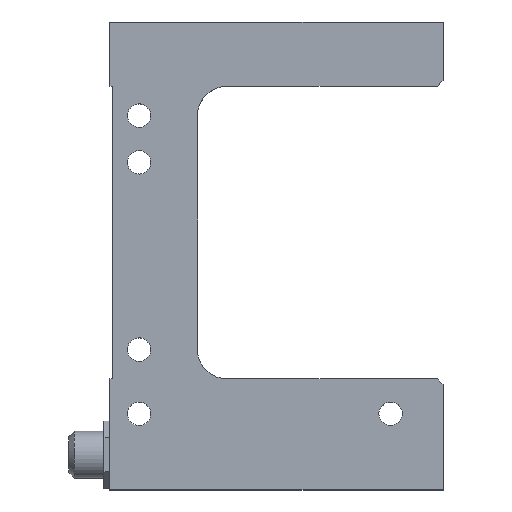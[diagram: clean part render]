
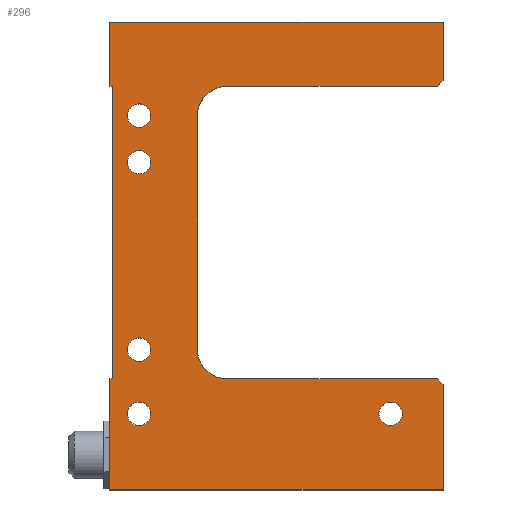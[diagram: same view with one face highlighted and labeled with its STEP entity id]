
A CAD part, top view. The second image highlights one B-rep face of the part: STEP entity #296.
In plain terms, the highlighted planar face has unit normal (0, 0, 1).
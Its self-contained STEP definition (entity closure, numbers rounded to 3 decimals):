
#296=ADVANCED_FACE('',(#599,#600,#601,#602,#603,#604),#605,.T.);
#599=FACE_BOUND('',#904,.T.);
#600=FACE_BOUND('',#905,.T.);
#601=FACE_BOUND('',#906,.T.);
#602=FACE_BOUND('',#907,.T.);
#603=FACE_BOUND('',#908,.T.);
#604=FACE_OUTER_BOUND('',#909,.T.);
#605=PLANE('',#910);
#904=EDGE_LOOP('',(#1693,#1694));
#905=EDGE_LOOP('',(#1695,#1696));
#906=EDGE_LOOP('',(#1697,#1698));
#907=EDGE_LOOP('',(#1699,#1700));
#908=EDGE_LOOP('',(#1701,#1702));
#909=EDGE_LOOP('',(#1703,#1704,#1705,#1706,#1707,#1708,#1709,#1710,#1711,#1712,#1713,#1714,#1715,#1716,#1717,#1718));
#910=AXIS2_PLACEMENT_3D('',#1719,#1720,#1721);
#1693=ORIENTED_EDGE('',*,*,#1788,.T.);
#1694=ORIENTED_EDGE('',*,*,#1962,.T.);
#1695=ORIENTED_EDGE('',*,*,#1783,.T.);
#1696=ORIENTED_EDGE('',*,*,#1965,.T.);
#1697=ORIENTED_EDGE('',*,*,#1778,.T.);
#1698=ORIENTED_EDGE('',*,*,#1968,.T.);
#1699=ORIENTED_EDGE('',*,*,#1773,.T.);
#1700=ORIENTED_EDGE('',*,*,#1971,.T.);
#1701=ORIENTED_EDGE('',*,*,#1768,.T.);
#1702=ORIENTED_EDGE('',*,*,#1974,.T.);
#1703=ORIENTED_EDGE('',*,*,#2011,.F.);
#1704=ORIENTED_EDGE('',*,*,#2072,.F.);
#1705=ORIENTED_EDGE('',*,*,#2068,.F.);
#1706=ORIENTED_EDGE('',*,*,#2064,.F.);
#1707=ORIENTED_EDGE('',*,*,#2060,.F.);
#1708=ORIENTED_EDGE('',*,*,#2056,.F.);
#1709=ORIENTED_EDGE('',*,*,#2052,.F.);
#1710=ORIENTED_EDGE('',*,*,#2048,.F.);
#1711=ORIENTED_EDGE('',*,*,#2044,.F.);
#1712=ORIENTED_EDGE('',*,*,#2040,.F.);
#1713=ORIENTED_EDGE('',*,*,#2036,.F.);
#1714=ORIENTED_EDGE('',*,*,#2032,.F.);
#1715=ORIENTED_EDGE('',*,*,#2028,.F.);
#1716=ORIENTED_EDGE('',*,*,#2024,.F.);
#1717=ORIENTED_EDGE('',*,*,#2020,.F.);
#1718=ORIENTED_EDGE('',*,*,#2016,.F.);
#1719=CARTESIAN_POINT('',(24.414,-39.1,10.0));
#1720=DIRECTION('',(0.0,0.0,1.0));
#1721=DIRECTION('',(1.0,0.0,0.0));
#1768=EDGE_CURVE('',#2104,#2101,#2105,.T.);
#1773=EDGE_CURVE('',#2113,#2110,#2114,.T.);
#1778=EDGE_CURVE('',#2122,#2119,#2123,.T.);
#1783=EDGE_CURVE('',#2131,#2128,#2132,.T.);
#1788=EDGE_CURVE('',#2140,#2137,#2141,.T.);
#1962=EDGE_CURVE('',#2137,#2140,#2396,.T.);
#1965=EDGE_CURVE('',#2128,#2131,#2399,.T.);
#1968=EDGE_CURVE('',#2119,#2122,#2402,.T.);
#1971=EDGE_CURVE('',#2110,#2113,#2405,.T.);
#1974=EDGE_CURVE('',#2101,#2104,#2408,.T.);
#2011=EDGE_CURVE('',#2457,#2458,#2459,.T.);
#2016=EDGE_CURVE('',#2458,#2466,#2467,.T.);
#2020=EDGE_CURVE('',#2466,#2472,#2473,.T.);
#2024=EDGE_CURVE('',#2472,#2478,#2479,.T.);
#2028=EDGE_CURVE('',#2478,#2484,#2485,.T.);
#2032=EDGE_CURVE('',#2484,#2490,#2491,.T.);
#2036=EDGE_CURVE('',#2490,#2496,#2497,.T.);
#2040=EDGE_CURVE('',#2496,#2502,#2503,.T.);
#2044=EDGE_CURVE('',#2502,#2508,#2509,.T.);
#2048=EDGE_CURVE('',#2508,#2514,#2515,.T.);
#2052=EDGE_CURVE('',#2514,#2520,#2521,.T.);
#2056=EDGE_CURVE('',#2520,#2526,#2527,.T.);
#2060=EDGE_CURVE('',#2526,#2532,#2533,.T.);
#2064=EDGE_CURVE('',#2532,#2538,#2539,.T.);
#2068=EDGE_CURVE('',#2538,#2544,#2545,.T.);
#2072=EDGE_CURVE('',#2544,#2457,#2550,.T.);
#2101=VERTEX_POINT('',#2585);
#2104=VERTEX_POINT('',#2589);
#2105=CIRCLE('',#2590,2.0);
#2110=VERTEX_POINT('',#2596);
#2113=VERTEX_POINT('',#2600);
#2114=CIRCLE('',#2601,2.0);
#2119=VERTEX_POINT('',#2607);
#2122=VERTEX_POINT('',#2611);
#2123=CIRCLE('',#2612,2.0);
#2128=VERTEX_POINT('',#2618);
#2131=VERTEX_POINT('',#2622);
#2132=CIRCLE('',#2623,2.0);
#2137=VERTEX_POINT('',#2629);
#2140=VERTEX_POINT('',#2633);
#2141=CIRCLE('',#2634,2.0);
#2396=CIRCLE('',#3002,2.0);
#2399=CIRCLE('',#3005,2.0);
#2402=CIRCLE('',#3008,2.0);
#2405=CIRCLE('',#3011,2.0);
#2408=CIRCLE('',#3014,2.0);
#2457=VERTEX_POINT('',#3081);
#2458=VERTEX_POINT('',#3082);
#2459=LINE('',#3083,#3084);
#2466=VERTEX_POINT('',#3094);
#2467=LINE('',#3095,#3096);
#2472=VERTEX_POINT('',#3103);
#2473=LINE('',#3104,#3105);
#2478=VERTEX_POINT('',#3112);
#2479=LINE('',#3113,#3114);
#2484=VERTEX_POINT('',#3121);
#2485=LINE('',#3122,#3123);
#2490=VERTEX_POINT('',#3130);
#2491=LINE('',#3131,#3132);
#2496=VERTEX_POINT('',#3139);
#2497=LINE('',#3140,#3141);
#2502=VERTEX_POINT('',#3148);
#2503=LINE('',#3149,#3150);
#2508=VERTEX_POINT('',#3157);
#2509=CIRCLE('',#3158,5.0);
#2514=VERTEX_POINT('',#3164);
#2515=LINE('',#3165,#3166);
#2520=VERTEX_POINT('',#3173);
#2521=CIRCLE('',#3174,5.0);
#2526=VERTEX_POINT('',#3180);
#2527=LINE('',#3181,#3182);
#2532=VERTEX_POINT('',#3189);
#2533=LINE('',#3190,#3191);
#2538=VERTEX_POINT('',#3198);
#2539=LINE('',#3199,#3200);
#2544=VERTEX_POINT('',#3207);
#2545=LINE('',#3208,#3209);
#2550=LINE('',#3216,#3217);
#2585=CARTESIAN_POINT('',(7.0,-67.0,10.0));
#2589=CARTESIAN_POINT('',(3.0,-67.0,10.0));
#2590=AXIS2_PLACEMENT_3D('',#3244,#3245,#3246);
#2596=CARTESIAN_POINT('',(7.0,-56.0,10.0));
#2600=CARTESIAN_POINT('',(3.0,-56.0,10.0));
#2601=AXIS2_PLACEMENT_3D('',#3252,#3253,#3254);
#2607=CARTESIAN_POINT('',(7.0,-24.0,10.0));
#2611=CARTESIAN_POINT('',(3.0,-24.0,10.0));
#2612=AXIS2_PLACEMENT_3D('',#3260,#3261,#3262);
#2618=CARTESIAN_POINT('',(7.0,-16.0,10.0));
#2622=CARTESIAN_POINT('',(3.0,-16.0,10.0));
#2623=AXIS2_PLACEMENT_3D('',#3268,#3269,#3270);
#2629=CARTESIAN_POINT('',(50.0,-67.0,10.0));
#2633=CARTESIAN_POINT('',(46.0,-67.0,10.0));
#2634=AXIS2_PLACEMENT_3D('',#3276,#3277,#3278);
#3002=AXIS2_PLACEMENT_3D('',#3422,#3423,#3424);
#3005=AXIS2_PLACEMENT_3D('',#3428,#3429,#3430);
#3008=AXIS2_PLACEMENT_3D('',#3434,#3435,#3436);
#3011=AXIS2_PLACEMENT_3D('',#3440,#3441,#3442);
#3014=AXIS2_PLACEMENT_3D('',#3446,#3447,#3448);
#3081=CARTESIAN_POINT('',(0.,-61.0,10.0));
#3082=CARTESIAN_POINT('',(0.5,-61.0,10.0));
#3083=CARTESIAN_POINT('',(0.,-61.0,10.0));
#3084=VECTOR('',#3482,1.0);
#3094=CARTESIAN_POINT('',(0.5,-11.0,10.0));
#3095=CARTESIAN_POINT('',(0.5,-61.0,10.0));
#3096=VECTOR('',#3486,1.0);
#3103=CARTESIAN_POINT('',(0.,-11.0,10.0));
#3104=CARTESIAN_POINT('',(0.5,-11.0,10.0));
#3105=VECTOR('',#3489,1.0);
#3112=CARTESIAN_POINT('',(0.0,0.0,10.0));
#3113=CARTESIAN_POINT('',(0.,-11.0,10.0));
#3114=VECTOR('',#3492,1.0);
#3121=CARTESIAN_POINT('',(57.0,0.0,10.0));
#3122=CARTESIAN_POINT('',(0.0,0.0,10.0));
#3123=VECTOR('',#3495,1.0);
#3130=CARTESIAN_POINT('',(57.0,-10.0,10.0));
#3131=CARTESIAN_POINT('',(57.0,0.0,10.0));
#3132=VECTOR('',#3498,1.0);
#3139=CARTESIAN_POINT('',(56.0,-11.0,10.0));
#3140=CARTESIAN_POINT('',(57.0,-10.0,10.0));
#3141=VECTOR('',#3501,1.0);
#3148=CARTESIAN_POINT('',(20.0,-11.0,10.0));
#3149=CARTESIAN_POINT('',(56.0,-11.0,10.0));
#3150=VECTOR('',#3504,1.0);
#3157=CARTESIAN_POINT('',(15.0,-16.0,10.0));
#3158=AXIS2_PLACEMENT_3D('',#3507,#3508,#3509);
#3164=CARTESIAN_POINT('',(15.0,-56.0,10.0));
#3165=CARTESIAN_POINT('',(15.0,-56.0,10.0));
#3166=VECTOR('',#3514,1.0);
#3173=CARTESIAN_POINT('',(20.0,-61.0,10.0));
#3174=AXIS2_PLACEMENT_3D('',#3517,#3518,#3519);
#3180=CARTESIAN_POINT('',(56.0,-61.0,10.0));
#3181=CARTESIAN_POINT('',(20.0,-61.0,10.0));
#3182=VECTOR('',#3524,1.0);
#3189=CARTESIAN_POINT('',(57.0,-62.0,10.0));
#3190=CARTESIAN_POINT('',(56.0,-61.0,10.0));
#3191=VECTOR('',#3527,1.0);
#3198=CARTESIAN_POINT('',(57.0,-80.0,10.0));
#3199=CARTESIAN_POINT('',(57.0,-62.0,10.0));
#3200=VECTOR('',#3530,1.0);
#3207=CARTESIAN_POINT('',(0.,-80.0,10.0));
#3208=CARTESIAN_POINT('',(0.,-80.0,10.0));
#3209=VECTOR('',#3533,1.0);
#3216=CARTESIAN_POINT('',(0.,-80.0,10.0));
#3217=VECTOR('',#3536,1.0);
#3244=CARTESIAN_POINT('',(5.0,-67.0,10.0));
#3245=DIRECTION('',(0.0,0.0,-1.0));
#3246=DIRECTION('',(1.0,0.0,0.0));
#3252=CARTESIAN_POINT('',(5.0,-56.0,10.0));
#3253=DIRECTION('',(0.0,0.0,-1.0));
#3254=DIRECTION('',(1.0,0.0,0.0));
#3260=CARTESIAN_POINT('',(5.0,-24.0,10.0));
#3261=DIRECTION('',(0.0,0.0,-1.0));
#3262=DIRECTION('',(1.0,0.0,0.0));
#3268=CARTESIAN_POINT('',(5.0,-16.0,10.0));
#3269=DIRECTION('',(0.0,0.0,-1.0));
#3270=DIRECTION('',(1.0,0.0,0.0));
#3276=CARTESIAN_POINT('',(48.0,-67.0,10.0));
#3277=DIRECTION('',(0.0,0.0,-1.0));
#3278=DIRECTION('',(1.0,0.0,0.0));
#3422=CARTESIAN_POINT('',(48.0,-67.0,10.0));
#3423=DIRECTION('',(0.0,0.0,-1.0));
#3424=DIRECTION('',(1.0,0.0,0.0));
#3428=CARTESIAN_POINT('',(5.0,-16.0,10.0));
#3429=DIRECTION('',(0.0,0.0,-1.0));
#3430=DIRECTION('',(1.0,0.0,0.0));
#3434=CARTESIAN_POINT('',(5.0,-24.0,10.0));
#3435=DIRECTION('',(0.0,0.0,-1.0));
#3436=DIRECTION('',(1.0,0.0,0.0));
#3440=CARTESIAN_POINT('',(5.0,-56.0,10.0));
#3441=DIRECTION('',(0.0,0.0,-1.0));
#3442=DIRECTION('',(1.0,0.0,0.0));
#3446=CARTESIAN_POINT('',(5.0,-67.0,10.0));
#3447=DIRECTION('',(0.0,0.0,-1.0));
#3448=DIRECTION('',(1.0,0.0,0.0));
#3482=DIRECTION('',(1.0,0.0,0.0));
#3486=DIRECTION('',(0.,1.0,0.0));
#3489=DIRECTION('',(-1.0,0.0,0.0));
#3492=DIRECTION('',(0.,1.0,0.0));
#3495=DIRECTION('',(1.0,0.0,0.0));
#3498=DIRECTION('',(0.0,-1.0,0.0));
#3501=DIRECTION('',(-0.707,-0.707,0.0));
#3504=DIRECTION('',(-1.0,0.,0.0));
#3507=CARTESIAN_POINT('',(20.0,-16.0,10.0));
#3508=DIRECTION('',(0.0,0.0,1.0));
#3509=DIRECTION('',(1.0,0.0,0.0));
#3514=DIRECTION('',(0.,-1.0,-0.0));
#3517=CARTESIAN_POINT('',(20.0,-56.0,10.0));
#3518=DIRECTION('',(0.0,0.0,1.0));
#3519=DIRECTION('',(1.0,0.0,0.0));
#3524=DIRECTION('',(1.0,0.,0.0));
#3527=DIRECTION('',(0.707,-0.707,0.0));
#3530=DIRECTION('',(0.0,-1.0,0.0));
#3533=DIRECTION('',(-1.0,-0.0,-0.0));
#3536=DIRECTION('',(0.,1.0,0.0));
